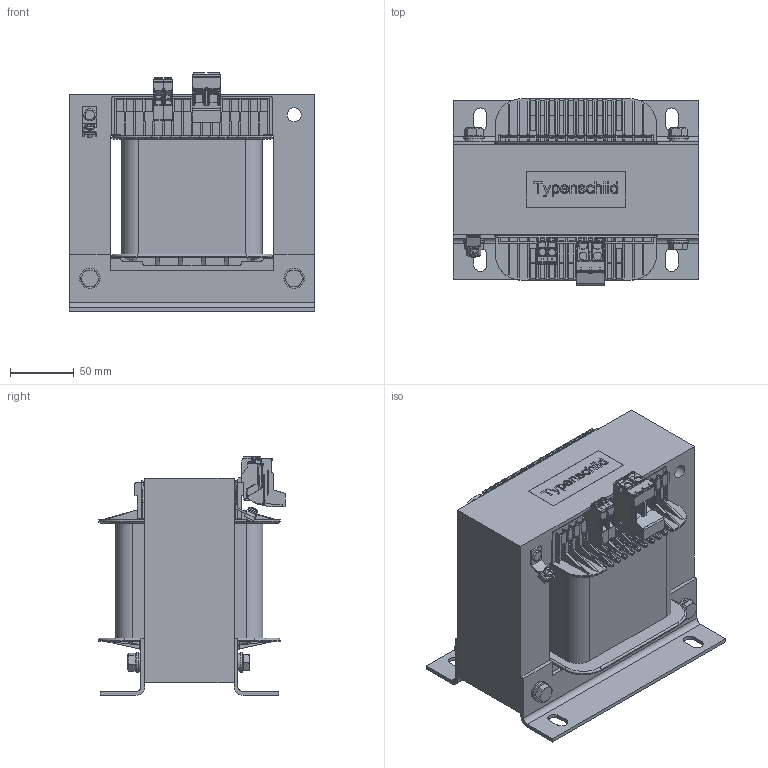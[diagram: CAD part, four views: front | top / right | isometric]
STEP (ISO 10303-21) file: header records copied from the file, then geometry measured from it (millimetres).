
FILE_DESCRIPTION(/* description */ (''),/* implementation_level */ '2;1');
FILE_NAME(/* name */ 'STENE1,6 100-690V_42V.stp',/* time_stamp */ '2023-09-20T14:23:48+02:00',/* author */ ('EnneJ'),/* organization */ (''),/* preprocessor_version */ 'ST-DEVELOPER v19.2',/* originating_system */ 'Autodesk Inventor 2023',/* authorisation */ '');
FILE_SCHEMA (('AUTOMOTIVE_DESIGN { 1 0 10303 214 3 1 1 }'));
Products named in the file (17): X0001 STENE 002; Erdung 45°; Bauteil2; erd 90 001; M4-8; DIN7337 A4,8x16; Bauteil28; 1; Norm (DIN); 1222_TKS_4_1; 17033_TKS_10_2; EI 192 laut Z851B01A; DIN 125 - A 8,4; Arzner Gr 8; ISO 4032 - M8; ISO 4014 - M8 x 90; Leistungsschild 78x28
Assembly tree (26 placements, depth 3):
  X0001 STENE 002
    Erdung 45°
      Bauteil2
      erd 90 001
      M4-8
    DIN7337 A4,8x16
    Bauteil28
    1
    Norm (DIN)
    1222_TKS_4_1  x2
    17033_TKS_10_2
    EI 192 laut Z851B01A  x2
    Arzner Gr 8  x4
    DIN 125 - A 8,4  x4
    ISO 4032 - M8  x2
    ISO 4014 - M8 x 90  x2
    Leistungsschild 78x28
Bounding box: 192 x 146.1 x 187.2 mm (x, y, z)
Volume: 2618507 mm3; surface area: 450512 mm2
Topology: 25 solids, 25 shells, 5934 faces, 16577 edges, 10794 vertices
Faces by surface type: plane 4771, cylinder 745, bspline 233, torus 126, cone 34, sphere 25
Full cylindrical faces by diameter (mm): 3.242 x1, 3.621 x1, 4 x2, 4.5 x1, 4.8 x1, 5 x1, 6.647 x2, 8 x2, 8.1 x4, 8.4 x4, 9.5 x1, 9.8 x4, 11 x4, 11.63 x2, 14 x4, 16 x4
Entity records: 149109 total; most frequent: CARTESIAN_POINT 32347, ORIENTED_EDGE 25212, DIRECTION 22538, EDGE_CURVE 12606, LINE 10800, VECTOR 10800, VERTEX_POINT 8196, AXIS2_PLACEMENT_3D 5869
